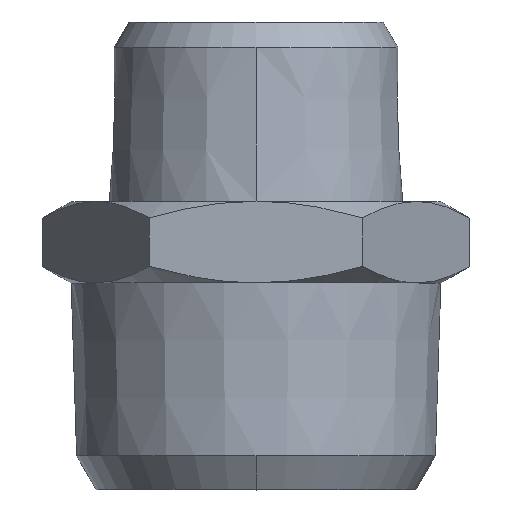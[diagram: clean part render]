
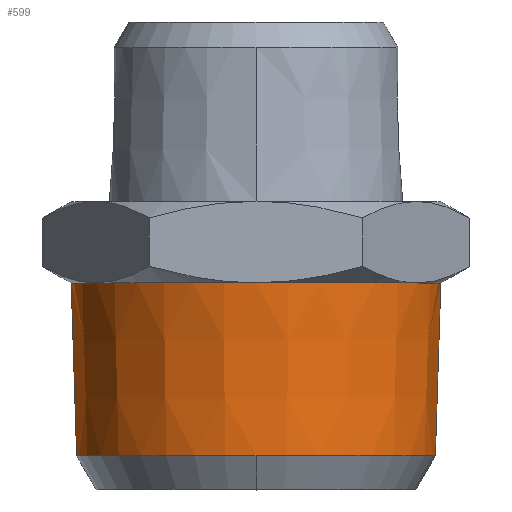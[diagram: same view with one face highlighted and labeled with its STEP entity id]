
A CAD part, top view. The second image highlights one B-rep face of the part: STEP entity #599.
In plain terms, the highlighted conical face has half-angle 1.79 degrees and reference radius 16.5 mm.
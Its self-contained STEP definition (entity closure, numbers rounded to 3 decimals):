
#20 = VERTEX_POINT ( 'NONE', #448 ) ;
#115 = DIRECTION ( 'NONE',  ( 0., 1., 0. ) ) ;
#126 = FACE_OUTER_BOUND ( 'NONE', #1160, .T. ) ;
#150 = VERTEX_POINT ( 'NONE', #957 ) ;
#211 = LINE ( 'NONE', #687, #1129 ) ;
#214 = AXIS2_PLACEMENT_3D ( 'NONE', #994, #1189, #1000 ) ;
#245 = CARTESIAN_POINT ( 'NONE',  ( 0., 3.118, 16.5 ) ) ;
#328 = EDGE_CURVE ( 'NONE', #20, #880, #460, .T. ) ;
#374 = DIRECTION ( 'NONE',  ( -0.031, 1., 0. ) ) ;
#404 = LINE ( 'NONE', #947, #1054 ) ;
#408 = DIRECTION ( 'NONE',  ( 0.031, 1., 0. ) ) ;
#439 = CARTESIAN_POINT ( 'NONE',  ( 0., 19., 0. ) ) ;
#444 = ORIENTED_EDGE ( 'NONE', *, *, #644, .T. ) ;
#446 = EDGE_CURVE ( 'NONE', #20, #1239, #404, .T. ) ;
#448 = CARTESIAN_POINT ( 'NONE',  ( -16.5, 3.118, 0. ) ) ;
#460 = CIRCLE ( 'NONE', #214, 16.5 ) ;
#498 = ORIENTED_EDGE ( 'NONE', *, *, #328, .T. ) ;
#507 = CARTESIAN_POINT ( 'NONE',  ( 0., 3.118, 0. ) ) ;
#510 = CARTESIAN_POINT ( 'NONE',  ( 0., 3.118, 0. ) ) ;
#537 = AXIS2_PLACEMENT_3D ( 'NONE', #507, #115, #807 ) ;
#599 = ADVANCED_FACE ( 'NONE', ( #126 ), #1072, .T. ) ;
#633 = DIRECTION ( 'NONE',  ( -1., 0., 0. ) ) ;
#644 = EDGE_CURVE ( 'NONE', #880, #791, #1053, .T. ) ;
#666 = ORIENTED_EDGE ( 'NONE', *, *, #446, .F. ) ;
#687 = CARTESIAN_POINT ( 'NONE',  ( 16.5, 3.118, 0. ) ) ;
#697 = ORIENTED_EDGE ( 'NONE', *, *, #1070, .T. ) ;
#769 = EDGE_CURVE ( 'NONE', #1239, #150, #808, .T. ) ;
#791 = VERTEX_POINT ( 'NONE', #996 ) ;
#807 = DIRECTION ( 'NONE',  ( 0., 0., 1. ) ) ;
#808 = CIRCLE ( 'NONE', #1135, 16.996 ) ;
#872 = ORIENTED_EDGE ( 'NONE', *, *, #769, .F. ) ;
#880 = VERTEX_POINT ( 'NONE', #245 ) ;
#895 = DIRECTION ( 'NONE',  ( 0., 1., 0. ) ) ;
#947 = CARTESIAN_POINT ( 'NONE',  ( -16.5, 3.118, 0. ) ) ;
#957 = CARTESIAN_POINT ( 'NONE',  ( 16.996, 19., 0. ) ) ;
#994 = CARTESIAN_POINT ( 'NONE',  ( 0., 3.118, 0. ) ) ;
#996 = CARTESIAN_POINT ( 'NONE',  ( 16.5, 3.118, 0. ) ) ;
#1000 = DIRECTION ( 'NONE',  ( 0., 0., 1. ) ) ;
#1002 = DIRECTION ( 'NONE',  ( 0., 1., 0. ) ) ;
#1053 = CIRCLE ( 'NONE', #537, 16.5 ) ;
#1054 = VECTOR ( 'NONE', #374, 1000. ) ;
#1070 = EDGE_CURVE ( 'NONE', #791, #150, #211, .T. ) ;
#1072 = CONICAL_SURFACE ( 'NONE', #1243, 16.5, 0.031 ) ;
#1129 = VECTOR ( 'NONE', #408, 1000. ) ;
#1135 = AXIS2_PLACEMENT_3D ( 'NONE', #439, #1002, #633 ) ;
#1160 = EDGE_LOOP ( 'NONE', ( #498, #444, #697, #872, #666 ) ) ;
#1183 = CARTESIAN_POINT ( 'NONE',  ( -16.996, 19., 0. ) ) ;
#1189 = DIRECTION ( 'NONE',  ( 0., 1., 0. ) ) ;
#1239 = VERTEX_POINT ( 'NONE', #1183 ) ;
#1243 = AXIS2_PLACEMENT_3D ( 'NONE', #510, #895, #1265 ) ;
#1265 = DIRECTION ( 'NONE',  ( -1., 0., 0. ) ) ;
